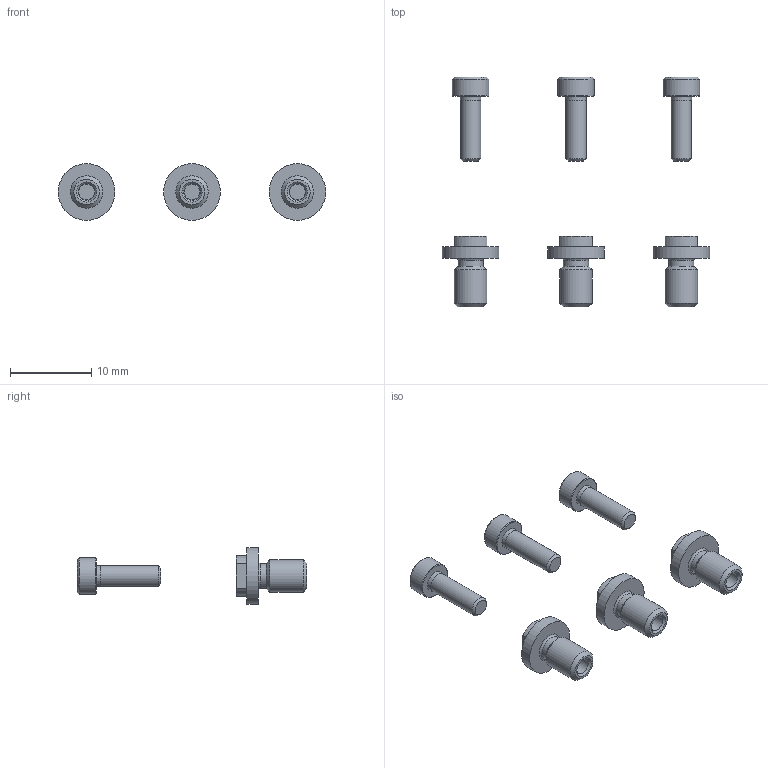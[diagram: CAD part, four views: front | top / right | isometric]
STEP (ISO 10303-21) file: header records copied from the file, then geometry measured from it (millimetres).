
FILE_DESCRIPTION(/* description */ ('STEP AP214'),/* implementation_level */ '2;1');
FILE_NAME(/* name */ '548802_ZBV-M4-7',/* time_stamp */ '2024-09-18T14:27:33+02:00',/* author */ ('License CC BY-ND 4.0'),/* organization */ ('CADENAS'),/* preprocessor_version */ 'ST-DEVELOPER v19.3',/* originating_system */ 'PARTsolutions',/* authorisation */ ' ');
FILE_SCHEMA (('AUTOMOTIVE_DESIGN {1 0 10303 214 3 1 1}'));
Length unit declared in the file: millimetre
Products named in the file (3): 548802 ZBV-M4-7; DIN-912 - M2.5x8(F); 548802 ZBV-M4-7---(P)
Assembly tree (6 placements, depth 2):
  548802 ZBV-M4-7
    DIN-912 - M2.5x8(F)  x3
    548802 ZBV-M4-7---(P)  x3
Bounding box: 33 x 28.35 x 7 mm (x, y, z)
Volume: 565.7 mm3; surface area: 1141.9 mm2
Topology: 6 solids, 6 shells, 138 faces, 261 edges, 147 vertices
Faces by surface type: plane 66, cone 45, cylinder 24, torus 3
Full cylindrical faces by diameter (mm): 2.013 x3, 2.5 x3, 3.1 x3, 4 x3, 4.5 x3, 7 x3
Entity records: 1161 total; most frequent: DIRECTION 206, CARTESIAN_POINT 194, ORIENTED_EDGE 138, AXIS2_PLACEMENT_3D 90, EDGE_CURVE 69, FACE_BOUND 69, EDGE_LOOP 68, VERTEX_POINT 48
